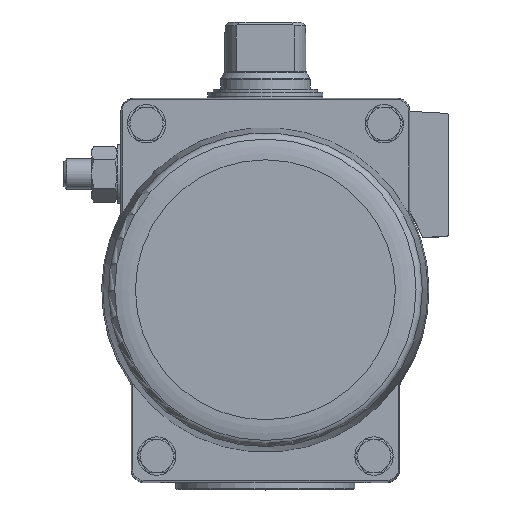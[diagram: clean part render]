
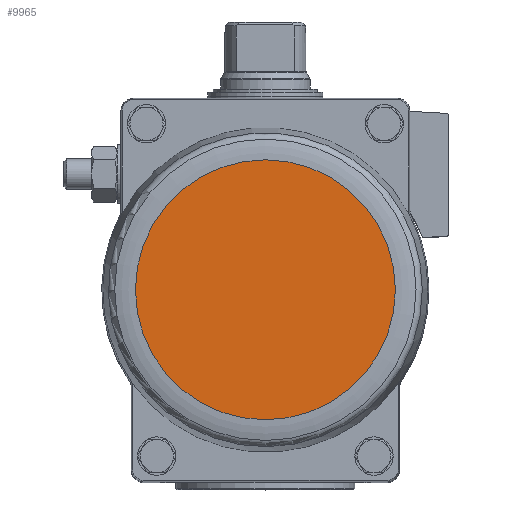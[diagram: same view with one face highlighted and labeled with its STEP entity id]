
A CAD part, top view. The second image highlights one B-rep face of the part: STEP entity #9965.
In plain terms, the highlighted planar face has unit normal (0, 0, 1).
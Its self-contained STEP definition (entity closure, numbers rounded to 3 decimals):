
#3674=ORIENTED_EDGE('',*,*,#5542,.T.);
#5542=EDGE_CURVE('',#6635,#6635,#7236,.T.);
#6635=VERTEX_POINT('',#16762);
#7236=CIRCLE('',#10992,50.85);
#7979=EDGE_LOOP('',(#3674));
#8870=FACE_BOUND('',#7979,.T.);
#9428=PLANE('',#10993);
#9965=ADVANCED_FACE('',(#8870),#9428,.F.);
#10992=AXIS2_PLACEMENT_3D('',#16761,#13312,#13313);
#10993=AXIS2_PLACEMENT_3D('',#16763,#13314,#13315);
#13312=DIRECTION('',(0.,0.,1.));
#13313=DIRECTION('',(1.,0.,0.));
#13314=DIRECTION('',(0.,0.,-1.));
#13315=DIRECTION('',(-1.,0.,0.));
#16761=CARTESIAN_POINT('',(0.,0.,150.7));
#16762=CARTESIAN_POINT('',(50.85,0.,150.7));
#16763=CARTESIAN_POINT('',(50.85,0.,150.7));
